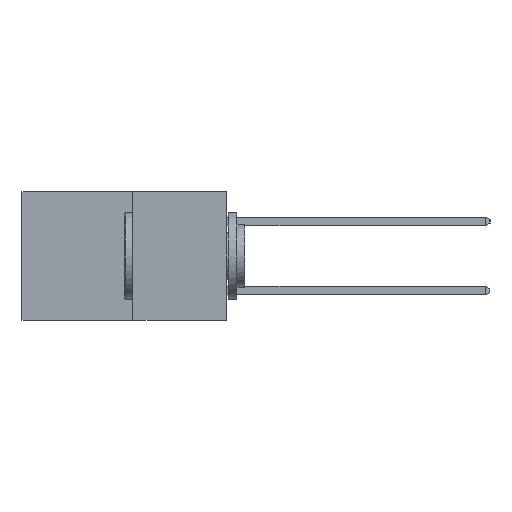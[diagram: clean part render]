
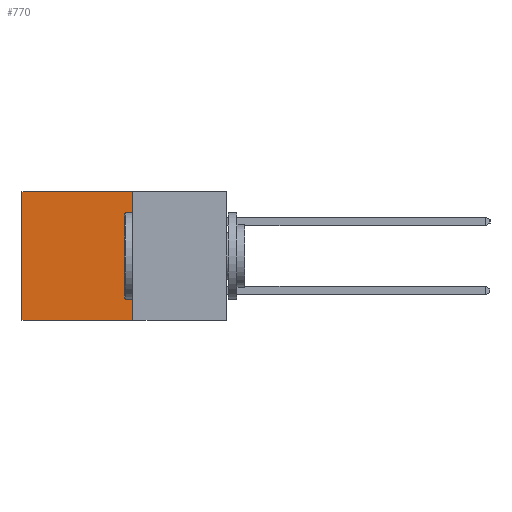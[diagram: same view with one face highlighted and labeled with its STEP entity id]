
A CAD part, left-side view. The second image highlights one B-rep face of the part: STEP entity #770.
In plain terms, the highlighted planar face has unit normal (-1, 0, 0).
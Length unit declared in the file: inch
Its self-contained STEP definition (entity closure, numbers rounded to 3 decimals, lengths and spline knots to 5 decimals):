
#410 = EDGE_CURVE ( 'NONE', #2953, #4805, #9864, .T. ) ;
#770 = ADVANCED_FACE ( 'NONE', ( #4440 ), #8853, .F. ) ;
#1163 = ORIENTED_EDGE ( 'NONE', *, *, #8763, .T. ) ;
#1431 = CARTESIAN_POINT ( 'NONE',  ( 0.277, 0.27, 0. ) ) ;
#2603 = CARTESIAN_POINT ( 'NONE',  ( 0.277, 0.27, -0.37 ) ) ;
#2876 = EDGE_LOOP ( 'NONE', ( #1163, #6937, #10759, #10107 ) ) ;
#2953 = VERTEX_POINT ( 'NONE', #1431 ) ;
#3630 = VECTOR ( 'NONE', #6396, 39.37008 ) ;
#4440 = FACE_OUTER_BOUND ( 'NONE', #2876, .T. ) ;
#4805 = VERTEX_POINT ( 'NONE', #2603 ) ;
#5670 = LINE ( 'NONE', #8959, #7653 ) ;
#5936 = VERTEX_POINT ( 'NONE', #10145 ) ;
#6066 = CARTESIAN_POINT ( 'NONE',  ( 0.277, 0.59, -0.37 ) ) ;
#6396 = DIRECTION ( 'NONE',  ( 0., 1., 0. ) ) ;
#6619 = VECTOR ( 'NONE', #8216, 39.37008 ) ;
#6723 = VERTEX_POINT ( 'NONE', #6066 ) ;
#6937 = ORIENTED_EDGE ( 'NONE', *, *, #9441, .F. ) ;
#7206 = CARTESIAN_POINT ( 'NONE',  ( 0.277, 0.27, -0.37 ) ) ;
#7653 = VECTOR ( 'NONE', #8397, 39.37008 ) ;
#8020 = DIRECTION ( 'NONE',  ( 0., 0., -1. ) ) ;
#8068 = CARTESIAN_POINT ( 'NONE',  ( 0.277, 0.27, -0.37 ) ) ;
#8091 = VECTOR ( 'NONE', #8020, 39.37008 ) ;
#8216 = DIRECTION ( 'NONE',  ( 0., 1., 0. ) ) ;
#8397 = DIRECTION ( 'NONE',  ( 0., 0., -1. ) ) ;
#8763 = EDGE_CURVE ( 'NONE', #5936, #6723, #5670, .T. ) ;
#8840 = CARTESIAN_POINT ( 'NONE',  ( 0.277, 0.27, -0.37 ) ) ;
#8853 = PLANE ( 'NONE',  #11366 ) ;
#8908 = DIRECTION ( 'NONE',  ( 1., 0., 0. ) ) ;
#8959 = CARTESIAN_POINT ( 'NONE',  ( 0.277, 0.59, -0.37 ) ) ;
#9071 = DIRECTION ( 'NONE',  ( 0., 0., -1. ) ) ;
#9130 = LINE ( 'NONE', #9934, #6619 ) ;
#9441 = EDGE_CURVE ( 'NONE', #4805, #6723, #10727, .T. ) ;
#9677 = EDGE_CURVE ( 'NONE', #2953, #5936, #9130, .T. ) ;
#9864 = LINE ( 'NONE', #8068, #8091 ) ;
#9934 = CARTESIAN_POINT ( 'NONE',  ( 0.277, 0.27, 0. ) ) ;
#10107 = ORIENTED_EDGE ( 'NONE', *, *, #9677, .T. ) ;
#10145 = CARTESIAN_POINT ( 'NONE',  ( 0.277, 0.59, 0. ) ) ;
#10727 = LINE ( 'NONE', #7206, #3630 ) ;
#10759 = ORIENTED_EDGE ( 'NONE', *, *, #410, .F. ) ;
#11366 = AXIS2_PLACEMENT_3D ( 'NONE', #8840, #8908, #9071 ) ;
